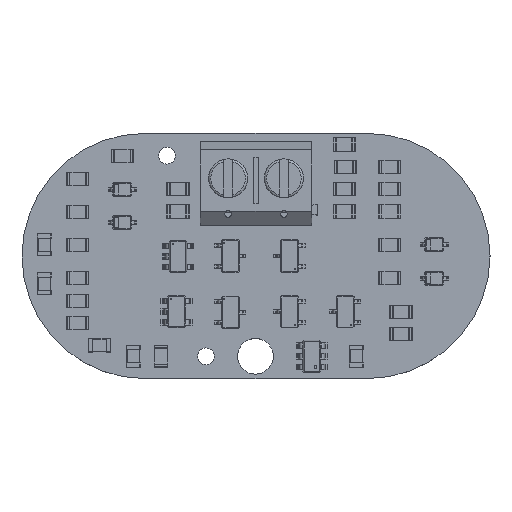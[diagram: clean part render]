
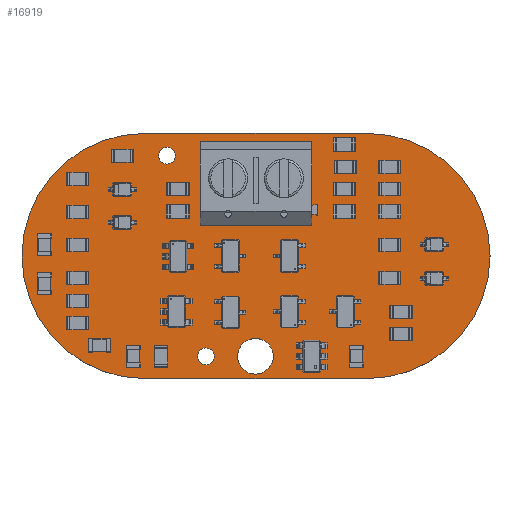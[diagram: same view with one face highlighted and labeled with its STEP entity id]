
A CAD part, top view. The second image highlights one B-rep face of the part: STEP entity #16919.
In plain terms, the highlighted planar face has unit normal (0, 0, 1).
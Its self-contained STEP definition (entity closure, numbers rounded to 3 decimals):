
#16749 = VERTEX_POINT('',#16750);
#16750 = CARTESIAN_POINT('',(149.,-103.,1.51));
#16756 = EDGE_CURVE('',#16749,#16757,#16759,.T.);
#16757 = VERTEX_POINT('',#16758);
#16758 = CARTESIAN_POINT('',(149.,-125.,1.51));
#16759 = CIRCLE('',#16760,11.);
#16760 = AXIS2_PLACEMENT_3D('',#16761,#16762,#16763);
#16761 = CARTESIAN_POINT('',(149.,-114.,1.51));
#16762 = DIRECTION('',(0.,0.,-1.));
#16763 = DIRECTION('',(0.,1.,0.));
#16791 = VERTEX_POINT('',#16792);
#16792 = CARTESIAN_POINT('',(129.,-103.,1.51));
#16798 = EDGE_CURVE('',#16791,#16749,#16799,.T.);
#16799 = LINE('',#16800,#16801);
#16800 = CARTESIAN_POINT('',(129.,-103.,1.51));
#16801 = VECTOR('',#16802,1.);
#16802 = DIRECTION('',(1.,0.,0.));
#16820 = EDGE_CURVE('',#16757,#16821,#16823,.T.);
#16821 = VERTEX_POINT('',#16822);
#16822 = CARTESIAN_POINT('',(129.,-125.,1.51));
#16823 = LINE('',#16824,#16825);
#16824 = CARTESIAN_POINT('',(149.,-125.,1.51));
#16825 = VECTOR('',#16826,1.);
#16826 = DIRECTION('',(-1.,0.,0.));
#16919 = ADVANCED_FACE('',(#16920,#16932,#16943,#16954,#16965,#16976),
  #16987,.T.);
#16920 = FACE_BOUND('',#16921,.T.);
#16921 = EDGE_LOOP('',(#16922,#16923,#16924,#16931));
#16922 = ORIENTED_EDGE('',*,*,#16756,.F.);
#16923 = ORIENTED_EDGE('',*,*,#16798,.F.);
#16924 = ORIENTED_EDGE('',*,*,#16925,.F.);
#16925 = EDGE_CURVE('',#16821,#16791,#16926,.T.);
#16926 = CIRCLE('',#16927,11.);
#16927 = AXIS2_PLACEMENT_3D('',#16928,#16929,#16930);
#16928 = CARTESIAN_POINT('',(129.,-114.,1.51));
#16929 = DIRECTION('',(0.,0.,-1.));
#16930 = DIRECTION('',(0.,-1.,0.));
#16931 = ORIENTED_EDGE('',*,*,#16820,.F.);
#16932 = FACE_BOUND('',#16933,.T.);
#16933 = EDGE_LOOP('',(#16934));
#16934 = ORIENTED_EDGE('',*,*,#16935,.T.);
#16935 = EDGE_CURVE('',#16936,#16936,#16938,.T.);
#16936 = VERTEX_POINT('',#16937);
#16937 = CARTESIAN_POINT('',(134.5,-123.75,1.51));
#16938 = CIRCLE('',#16939,0.75);
#16939 = AXIS2_PLACEMENT_3D('',#16940,#16941,#16942);
#16940 = CARTESIAN_POINT('',(134.5,-123.,1.51));
#16941 = DIRECTION('',(-0.,0.,-1.));
#16942 = DIRECTION('',(-0.,-1.,0.));
#16943 = FACE_BOUND('',#16944,.T.);
#16944 = EDGE_LOOP('',(#16945));
#16945 = ORIENTED_EDGE('',*,*,#16946,.T.);
#16946 = EDGE_CURVE('',#16947,#16947,#16949,.T.);
#16947 = VERTEX_POINT('',#16948);
#16948 = CARTESIAN_POINT('',(138.95,-124.6,1.51));
#16949 = CIRCLE('',#16950,1.6);
#16950 = AXIS2_PLACEMENT_3D('',#16951,#16952,#16953);
#16951 = CARTESIAN_POINT('',(138.95,-123.,1.51));
#16952 = DIRECTION('',(-0.,0.,-1.));
#16953 = DIRECTION('',(-0.,-1.,0.));
#16954 = FACE_BOUND('',#16955,.T.);
#16955 = EDGE_LOOP('',(#16956));
#16956 = ORIENTED_EDGE('',*,*,#16957,.T.);
#16957 = EDGE_CURVE('',#16958,#16958,#16960,.T.);
#16958 = VERTEX_POINT('',#16959);
#16959 = CARTESIAN_POINT('',(131.,-105.75,1.51));
#16960 = CIRCLE('',#16961,0.75);
#16961 = AXIS2_PLACEMENT_3D('',#16962,#16963,#16964);
#16962 = CARTESIAN_POINT('',(131.,-105.,1.51));
#16963 = DIRECTION('',(-0.,0.,-1.));
#16964 = DIRECTION('',(-0.,-1.,0.));
#16965 = FACE_BOUND('',#16966,.T.);
#16966 = EDGE_LOOP('',(#16967));
#16967 = ORIENTED_EDGE('',*,*,#16968,.T.);
#16968 = EDGE_CURVE('',#16969,#16969,#16971,.T.);
#16969 = VERTEX_POINT('',#16970);
#16970 = CARTESIAN_POINT('',(136.5,-107.75,1.51));
#16971 = CIRCLE('',#16972,0.75);
#16972 = AXIS2_PLACEMENT_3D('',#16973,#16974,#16975);
#16973 = CARTESIAN_POINT('',(136.5,-107.,1.51));
#16974 = DIRECTION('',(-0.,0.,-1.));
#16975 = DIRECTION('',(-0.,-1.,0.));
#16976 = FACE_BOUND('',#16977,.T.);
#16977 = EDGE_LOOP('',(#16978));
#16978 = ORIENTED_EDGE('',*,*,#16979,.T.);
#16979 = EDGE_CURVE('',#16980,#16980,#16982,.T.);
#16980 = VERTEX_POINT('',#16981);
#16981 = CARTESIAN_POINT('',(141.5,-107.75,1.51));
#16982 = CIRCLE('',#16983,0.75);
#16983 = AXIS2_PLACEMENT_3D('',#16984,#16985,#16986);
#16984 = CARTESIAN_POINT('',(141.5,-107.,1.51));
#16985 = DIRECTION('',(-0.,0.,-1.));
#16986 = DIRECTION('',(-0.,-1.,0.));
#16987 = PLANE('',#16988);
#16988 = AXIS2_PLACEMENT_3D('',#16989,#16990,#16991);
#16989 = CARTESIAN_POINT('',(0.,0.,1.51));
#16990 = DIRECTION('',(0.,0.,1.));
#16991 = DIRECTION('',(1.,0.,-0.));
